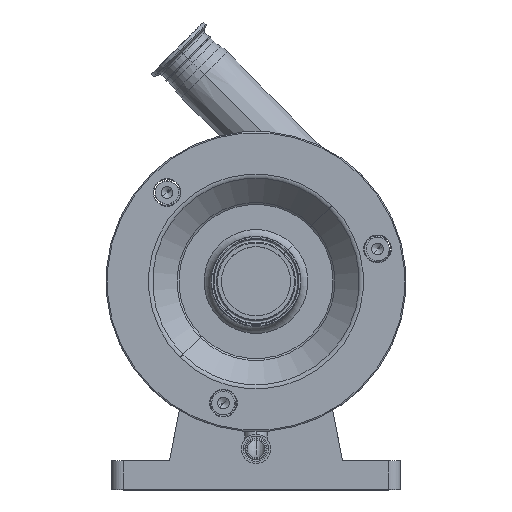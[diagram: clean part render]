
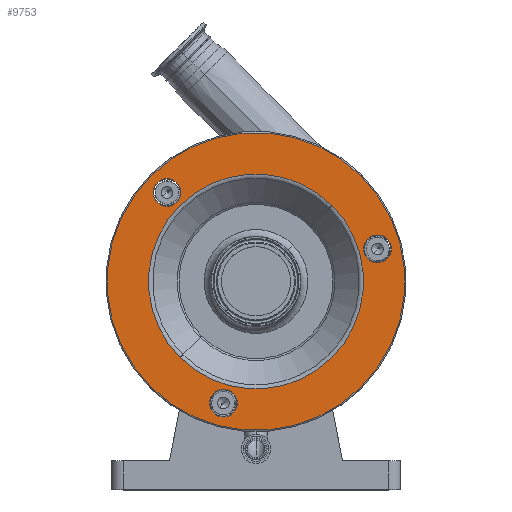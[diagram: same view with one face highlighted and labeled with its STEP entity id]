
A CAD part, top view. The second image highlights one B-rep face of the part: STEP entity #9753.
In plain terms, the highlighted planar face has unit normal (0, 0, 1).
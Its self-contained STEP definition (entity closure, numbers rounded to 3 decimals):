
#6 = DIRECTION ( 'NONE',  ( 0., 0., -1. ) ) ;
#93 = AXIS2_PLACEMENT_3D ( 'NONE', #15420, #6, #6009 ) ;
#267 = CIRCLE ( 'NONE', #14460, 12. ) ;
#838 = AXIS2_PLACEMENT_3D ( 'NONE', #17305, #12362, #18953 ) ;
#1191 = EDGE_CURVE ( 'NONE', #14645, #17798, #19026, .T. ) ;
#1428 = DIRECTION ( 'NONE',  ( 0., 0., -1. ) ) ;
#1667 = DIRECTION ( 'NONE',  ( -0.707, -0.707, 0. ) ) ;
#2224 = EDGE_CURVE ( 'NONE', #12570, #5847, #9390, .T. ) ;
#2767 = DIRECTION ( 'NONE',  ( -0.707, -0.707, 0. ) ) ;
#2866 = DIRECTION ( 'NONE',  ( 0., 0., -1. ) ) ;
#2963 = CARTESIAN_POINT ( 'NONE',  ( -28.211, -105.286, 219. ) ) ;
#2981 = CARTESIAN_POINT ( 'NONE',  ( -19.726, -96.801, 219. ) ) ;
#3215 = CARTESIAN_POINT ( 'NONE',  ( -77.075, 77.075, 219. ) ) ;
#3699 = VERTEX_POINT ( 'NONE', #5410 ) ;
#3738 = CIRCLE ( 'NONE', #15287, 12. ) ;
#3907 = VERTEX_POINT ( 'NONE', #12366 ) ;
#4436 = DIRECTION ( 'NONE',  ( -0.707, -0.707, 0. ) ) ;
#4511 = EDGE_CURVE ( 'NONE', #12087, #3907, #18895, .T. ) ;
#4545 = ORIENTED_EDGE ( 'NONE', *, *, #1191, .T. ) ;
#5410 = CARTESIAN_POINT ( 'NONE',  ( 91.217, 91.217, 219. ) ) ;
#5802 = VERTEX_POINT ( 'NONE', #19807 ) ;
#5847 = VERTEX_POINT ( 'NONE', #13809 ) ;
#6009 = DIRECTION ( 'NONE',  ( -0.707, -0.707, 0. ) ) ;
#6032 = CIRCLE ( 'NONE', #11988, 12. ) ;
#6341 = DIRECTION ( 'NONE',  ( -0.707, -0.707, 0. ) ) ;
#6580 = DIRECTION ( 'NONE',  ( 0., 0., -1. ) ) ;
#7004 = CARTESIAN_POINT ( 'NONE',  ( -36.697, -113.771, 219. ) ) ;
#7040 = CARTESIAN_POINT ( 'NONE',  ( 0., 0., 219. ) ) ;
#7246 = ORIENTED_EDGE ( 'NONE', *, *, #8001, .T. ) ;
#7501 = AXIS2_PLACEMENT_3D ( 'NONE', #13554, #10344, #13148 ) ;
#7539 = VERTEX_POINT ( 'NONE', #17896 ) ;
#7899 = CARTESIAN_POINT ( 'NONE',  ( -77.075, 77.075, 219. ) ) ;
#7923 = EDGE_LOOP ( 'NONE', ( #18778, #14118 ) ) ;
#8001 = EDGE_CURVE ( 'NONE', #17798, #14645, #267, .T. ) ;
#8486 = AXIS2_PLACEMENT_3D ( 'NONE', #19600, #16199, #10198 ) ;
#8724 = EDGE_CURVE ( 'NONE', #3699, #10425, #12069, .T. ) ;
#8884 = ORIENTED_EDGE ( 'NONE', *, *, #8724, .F. ) ;
#9185 = FACE_BOUND ( 'NONE', #13580, .T. ) ;
#9257 = ORIENTED_EDGE ( 'NONE', *, *, #2224, .T. ) ;
#9390 = CIRCLE ( 'NONE', #11042, 93.071 ) ;
#9488 = ORIENTED_EDGE ( 'NONE', *, *, #4511, .T. ) ;
#9721 = EDGE_CURVE ( 'NONE', #5847, #12570, #15660, .T. ) ;
#9753 = ADVANCED_FACE ( 'NONE', ( #20232, #9185, #15190, #10636, #18576 ), #18481, .F. ) ;
#10198 = DIRECTION ( 'NONE',  ( -0.707, -0.707, 0. ) ) ;
#10344 = DIRECTION ( 'NONE',  ( 0., 0., -1. ) ) ;
#10425 = VERTEX_POINT ( 'NONE', #20373 ) ;
#10636 = FACE_OUTER_BOUND ( 'NONE', #19186, .T. ) ;
#11042 = AXIS2_PLACEMENT_3D ( 'NONE', #18841, #6580, #12768 ) ;
#11609 = ORIENTED_EDGE ( 'NONE', *, *, #14536, .F. ) ;
#11988 = AXIS2_PLACEMENT_3D ( 'NONE', #3215, #12830, #1667 ) ;
#11990 = CARTESIAN_POINT ( 'NONE',  ( -91.217, 91.217, 219. ) ) ;
#12069 = CIRCLE ( 'NONE', #838, 129. ) ;
#12087 = VERTEX_POINT ( 'NONE', #16249 ) ;
#12284 = DIRECTION ( 'NONE',  ( 0., 0., -1. ) ) ;
#12362 = DIRECTION ( 'NONE',  ( 0., 0., -1. ) ) ;
#12366 = CARTESIAN_POINT ( 'NONE',  ( -85.56, 68.589, 219. ) ) ;
#12418 = CARTESIAN_POINT ( 'NONE',  ( 105.286, 28.211, 219. ) ) ;
#12570 = VERTEX_POINT ( 'NONE', #16435 ) ;
#12768 = DIRECTION ( 'NONE',  ( -0.707, -0.707, 0. ) ) ;
#12830 = DIRECTION ( 'NONE',  ( 0., 0., -1. ) ) ;
#13148 = DIRECTION ( 'NONE',  ( -0.707, -0.707, 0. ) ) ;
#13554 = CARTESIAN_POINT ( 'NONE',  ( -28.211, -105.286, 219. ) ) ;
#13580 = EDGE_LOOP ( 'NONE', ( #7246, #4545 ) ) ;
#13809 = CARTESIAN_POINT ( 'NONE',  ( -65.811, -65.811, 219. ) ) ;
#13871 = DIRECTION ( 'NONE',  ( -0.707, -0.707, 0. ) ) ;
#14022 = AXIS2_PLACEMENT_3D ( 'NONE', #7040, #12284, #18280 ) ;
#14118 = ORIENTED_EDGE ( 'NONE', *, *, #16588, .T. ) ;
#14304 = AXIS2_PLACEMENT_3D ( 'NONE', #7899, #18933, #6341 ) ;
#14460 = AXIS2_PLACEMENT_3D ( 'NONE', #2963, #2866, #2767 ) ;
#14470 = ORIENTED_EDGE ( 'NONE', *, *, #9721, .T. ) ;
#14536 = EDGE_CURVE ( 'NONE', #10425, #3699, #16412, .T. ) ;
#14610 = EDGE_LOOP ( 'NONE', ( #14470, #9257 ) ) ;
#14645 = VERTEX_POINT ( 'NONE', #7004 ) ;
#15190 = FACE_BOUND ( 'NONE', #16741, .T. ) ;
#15287 = AXIS2_PLACEMENT_3D ( 'NONE', #12418, #18705, #13871 ) ;
#15420 = CARTESIAN_POINT ( 'NONE',  ( 105.286, 28.211, 219. ) ) ;
#15660 = CIRCLE ( 'NONE', #14022, 93.071 ) ;
#16199 = DIRECTION ( 'NONE',  ( 0., 0., -1. ) ) ;
#16249 = CARTESIAN_POINT ( 'NONE',  ( -68.589, 85.56, 219. ) ) ;
#16287 = CIRCLE ( 'NONE', #93, 12. ) ;
#16412 = CIRCLE ( 'NONE', #8486, 129. ) ;
#16435 = CARTESIAN_POINT ( 'NONE',  ( 65.811, 65.811, 219. ) ) ;
#16536 = EDGE_CURVE ( 'NONE', #5802, #7539, #3738, .T. ) ;
#16588 = EDGE_CURVE ( 'NONE', #7539, #5802, #16287, .T. ) ;
#16667 = AXIS2_PLACEMENT_3D ( 'NONE', #11990, #1428, #4436 ) ;
#16683 = EDGE_CURVE ( 'NONE', #3907, #12087, #6032, .T. ) ;
#16741 = EDGE_LOOP ( 'NONE', ( #9488, #20082 ) ) ;
#17305 = CARTESIAN_POINT ( 'NONE',  ( 0., 0., 219. ) ) ;
#17798 = VERTEX_POINT ( 'NONE', #2981 ) ;
#17896 = CARTESIAN_POINT ( 'NONE',  ( 96.801, 19.726, 219. ) ) ;
#18280 = DIRECTION ( 'NONE',  ( -0.707, -0.707, 0. ) ) ;
#18481 = PLANE ( 'NONE',  #16667 ) ;
#18576 = FACE_BOUND ( 'NONE', #14610, .T. ) ;
#18705 = DIRECTION ( 'NONE',  ( 0., 0., -1. ) ) ;
#18778 = ORIENTED_EDGE ( 'NONE', *, *, #16536, .T. ) ;
#18841 = CARTESIAN_POINT ( 'NONE',  ( 0., 0., 219. ) ) ;
#18895 = CIRCLE ( 'NONE', #14304, 12. ) ;
#18933 = DIRECTION ( 'NONE',  ( 0., 0., -1. ) ) ;
#18953 = DIRECTION ( 'NONE',  ( -0.707, -0.707, 0. ) ) ;
#19026 = CIRCLE ( 'NONE', #7501, 12. ) ;
#19186 = EDGE_LOOP ( 'NONE', ( #11609, #8884 ) ) ;
#19600 = CARTESIAN_POINT ( 'NONE',  ( 0., 0., 219. ) ) ;
#19807 = CARTESIAN_POINT ( 'NONE',  ( 113.771, 36.697, 219. ) ) ;
#20082 = ORIENTED_EDGE ( 'NONE', *, *, #16683, .T. ) ;
#20232 = FACE_BOUND ( 'NONE', #7923, .T. ) ;
#20373 = CARTESIAN_POINT ( 'NONE',  ( -91.217, -91.217, 219. ) ) ;
